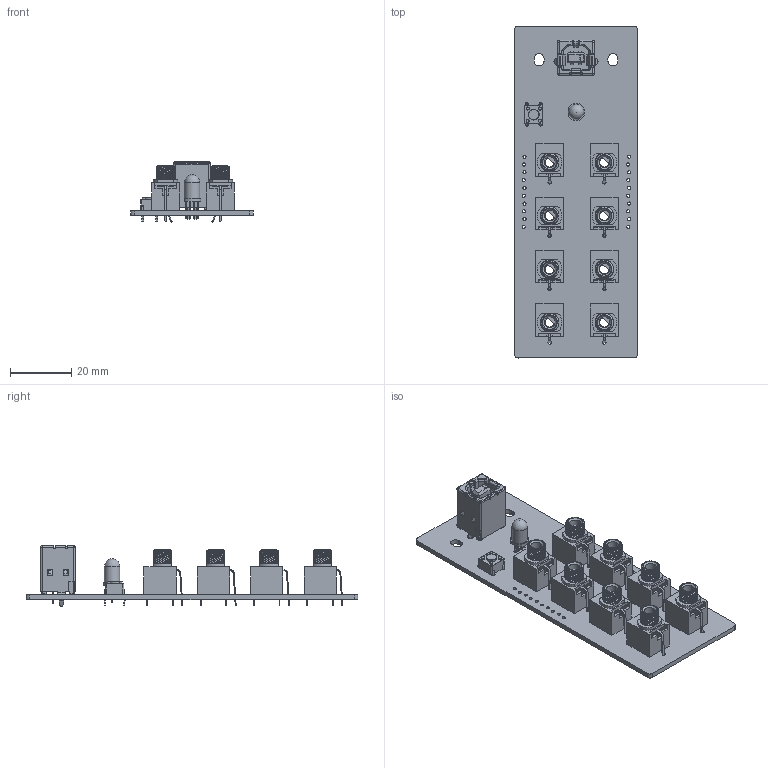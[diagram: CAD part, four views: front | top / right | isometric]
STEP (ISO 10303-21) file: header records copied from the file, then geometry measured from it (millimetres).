
FILE_DESCRIPTION(('KiCad electronic assembly'),'2;1');
FILE_NAME('jackboard.step','2020-03-02T19:05:18',('An Author'),( 'A Company'),'Open CASCADE STEP processor 6.9', 'KiCad to STEP converter','Unknown');
FILE_SCHEMA(('AUTOMOTIVE_DESIGN { 1 0 10303 214 1 1 1 1 }'));
Length unit declared in the file: millimetre
Products named in the file (10): Open CASCADE STEP translator 6.9 1; c-5787834-1-c-3d; SOLID; User_Library-PJ301M-12_Thonkiconn_v0_2; COMPOUND; LED_D5.0mm-4_RGB; SW_PUSH_6mm
Assembly tree (16 placements, depth 3):
  Open CASCADE STEP translator 6.9 1
    c-5787834-1-c-3d
      SOLID
    User_Library-PJ301M-12_Thonkiconn_v0_2  x8
      COMPOUND
    LED_D5.0mm-4_RGB
      SOLID
    SW_PUSH_6mm
      SOLID
    COMPOUND
Bounding box: 40 x 108 x 19.64 mm (x, y, z)
Volume: 8509 mm3; surface area: 21201.6 mm2
Topology: 20 solids, 28 shells, 1163 faces, 3216 edges, 2095 vertices
Faces by surface type: plane 791, cylinder 312, cone 38, bspline 20, sphere 1, torus 1
Full cylindrical faces by diameter (mm): 0.9 x4, 0.92 x4, 1 x4, 1.016 x20, 1.1 x28, 2.3 x2, 3 x8, 3.5 x1, 5 x1, 6 x8
Entity records: 55992 total; most frequent: CARTESIAN_POINT 16242, DIRECTION 7128, LINE 4669, VECTOR 4669, ORIENTED_EDGE 3816, PCURVE 3816, DEFINITIONAL_REPRESENTATION 3816, EDGE_CURVE 1913
